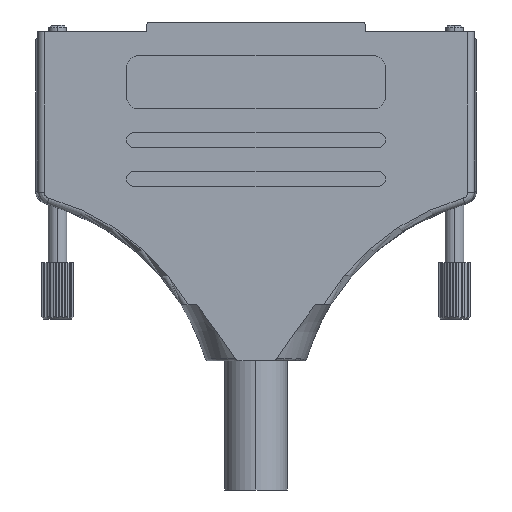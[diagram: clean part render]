
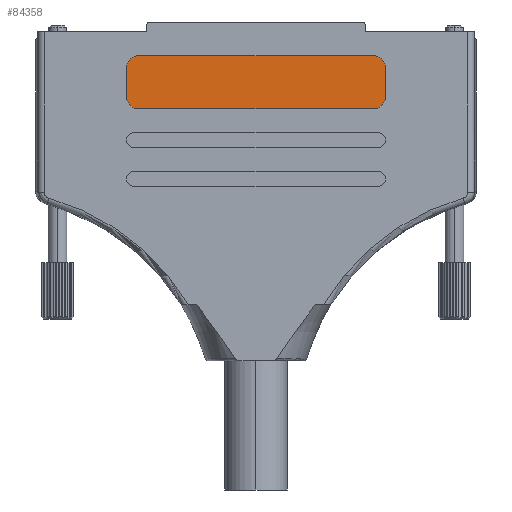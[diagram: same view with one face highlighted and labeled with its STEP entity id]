
A CAD part, front view. The second image highlights one B-rep face of the part: STEP entity #84358.
In plain terms, the highlighted planar face has unit normal (0, -1, 0).
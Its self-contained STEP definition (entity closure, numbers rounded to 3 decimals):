
#1166 = AXIS2_PLACEMENT_3D ( 'NONE', #15558, #106787, #71445 ) ;
#1663 = VERTEX_POINT ( 'NONE', #33340 ) ;
#2146 = LINE ( 'NONE', #45696, #106624 ) ;
#5778 = VERTEX_POINT ( 'NONE', #29043 ) ;
#7501 = VERTEX_POINT ( 'NONE', #49190 ) ;
#8388 = AXIS2_PLACEMENT_3D ( 'NONE', #67402, #56838, #12097 ) ;
#10526 = DIRECTION ( 'NONE',  ( -1., 0., 0. ) ) ;
#11686 = CARTESIAN_POINT ( 'NONE',  ( -18.75, -7.1, -4.2 ) ) ;
#12097 = DIRECTION ( 'NONE',  ( 0., 0., -1. ) ) ;
#12628 = ORIENTED_EDGE ( 'NONE', *, *, #98207, .T. ) ;
#12835 = CIRCLE ( 'NONE', #101262, 2. ) ;
#13129 = DIRECTION ( 'NONE',  ( 0., -1., 0. ) ) ;
#15558 = CARTESIAN_POINT ( 'NONE',  ( 18.75, -7.1, -6.2 ) ) ;
#16213 = CARTESIAN_POINT ( 'NONE',  ( 18.75, -7.1, -10.7 ) ) ;
#17723 = EDGE_CURVE ( 'NONE', #103325, #79875, #86743, .T. ) ;
#19351 = LINE ( 'NONE', #11686, #24161 ) ;
#24161 = VECTOR ( 'NONE', #10526, 1000. ) ;
#26848 = LINE ( 'NONE', #114631, #93507 ) ;
#28581 = DIRECTION ( 'NONE',  ( 0., 0., 1. ) ) ;
#29043 = CARTESIAN_POINT ( 'NONE',  ( -18.75, -7.1, -4.2 ) ) ;
#33340 = CARTESIAN_POINT ( 'NONE',  ( 18.75, -7.1, -4.2 ) ) ;
#34453 = ORIENTED_EDGE ( 'NONE', *, *, #108020, .T. ) ;
#36891 = EDGE_CURVE ( 'NONE', #109662, #7501, #92697, .T. ) ;
#36980 = VERTEX_POINT ( 'NONE', #57397 ) ;
#39716 = DIRECTION ( 'NONE',  ( 0., -1., 0. ) ) ;
#40186 = DIRECTION ( 'NONE',  ( 0., 0., 1. ) ) ;
#45696 = CARTESIAN_POINT ( 'NONE',  ( 20.75, -7.1, -6.2 ) ) ;
#46283 = EDGE_LOOP ( 'NONE', ( #85684, #34453, #105935, #57325, #110841, #90593, #83950, #12628 ) ) ;
#47943 = CARTESIAN_POINT ( 'NONE',  ( 18.75, -7.1, -12.7 ) ) ;
#48832 = EDGE_CURVE ( 'NONE', #5778, #91915, #49709, .T. ) ;
#49190 = CARTESIAN_POINT ( 'NONE',  ( -18.75, -7.1, -12.7 ) ) ;
#49589 = CARTESIAN_POINT ( 'NONE',  ( 18.75, -7.1, -6.2 ) ) ;
#49709 = CIRCLE ( 'NONE', #8388, 2. ) ;
#54845 = CARTESIAN_POINT ( 'NONE',  ( -20.75, -7.1, -10.7 ) ) ;
#56193 = LINE ( 'NONE', #109794, #108555 ) ;
#56838 = DIRECTION ( 'NONE',  ( 0., -1., 0. ) ) ;
#57325 = ORIENTED_EDGE ( 'NONE', *, *, #100751, .T. ) ;
#57397 = CARTESIAN_POINT ( 'NONE',  ( 20.75, -7.1, -6.2 ) ) ;
#60880 = FACE_OUTER_BOUND ( 'NONE', #46283, .T. ) ;
#63958 = DIRECTION ( 'NONE',  ( 0., 0., 1. ) ) ;
#67402 = CARTESIAN_POINT ( 'NONE',  ( -18.75, -7.1, -6.2 ) ) ;
#70949 = DIRECTION ( 'NONE',  ( 0., 0., 1. ) ) ;
#71422 = CARTESIAN_POINT ( 'NONE',  ( 20.75, -7.1, -10.7 ) ) ;
#71445 = DIRECTION ( 'NONE',  ( 0., 0., 1. ) ) ;
#75807 = CARTESIAN_POINT ( 'NONE',  ( -20.75, -7.1, -6.2 ) ) ;
#79875 = VERTEX_POINT ( 'NONE', #71422 ) ;
#81020 = DIRECTION ( 'NONE',  ( 0., 0., -1. ) ) ;
#81756 = EDGE_CURVE ( 'NONE', #36980, #1663, #12835, .T. ) ;
#83903 = CARTESIAN_POINT ( 'NONE',  ( -18.75, -7.1, -10.7 ) ) ;
#83950 = ORIENTED_EDGE ( 'NONE', *, *, #17723, .T. ) ;
#84358 = ADVANCED_FACE ( 'NONE', ( #60880 ), #105057, .F. ) ;
#85684 = ORIENTED_EDGE ( 'NONE', *, *, #81756, .T. ) ;
#86743 = CIRCLE ( 'NONE', #113068, 2. ) ;
#88631 = DIRECTION ( 'NONE',  ( 0., -1., 0. ) ) ;
#90593 = ORIENTED_EDGE ( 'NONE', *, *, #99231, .T. ) ;
#91915 = VERTEX_POINT ( 'NONE', #75807 ) ;
#92697 = CIRCLE ( 'NONE', #102096, 2. ) ;
#93507 = VECTOR ( 'NONE', #81020, 1000. ) ;
#94447 = DIRECTION ( 'NONE',  ( 1., 0., 0. ) ) ;
#98207 = EDGE_CURVE ( 'NONE', #79875, #36980, #2146, .T. ) ;
#99231 = EDGE_CURVE ( 'NONE', #7501, #103325, #56193, .T. ) ;
#100751 = EDGE_CURVE ( 'NONE', #91915, #109662, #26848, .T. ) ;
#101262 = AXIS2_PLACEMENT_3D ( 'NONE', #49589, #13129, #40186 ) ;
#102096 = AXIS2_PLACEMENT_3D ( 'NONE', #83903, #39716, #28581 ) ;
#103325 = VERTEX_POINT ( 'NONE', #47943 ) ;
#105057 = PLANE ( 'NONE',  #1166 ) ;
#105935 = ORIENTED_EDGE ( 'NONE', *, *, #48832, .T. ) ;
#106624 = VECTOR ( 'NONE', #63958, 1000. ) ;
#106787 = DIRECTION ( 'NONE',  ( 0., 1., 0. ) ) ;
#108020 = EDGE_CURVE ( 'NONE', #1663, #5778, #19351, .T. ) ;
#108555 = VECTOR ( 'NONE', #94447, 1000. ) ;
#109662 = VERTEX_POINT ( 'NONE', #54845 ) ;
#109794 = CARTESIAN_POINT ( 'NONE',  ( -18.75, -7.1, -12.7 ) ) ;
#110841 = ORIENTED_EDGE ( 'NONE', *, *, #36891, .T. ) ;
#113068 = AXIS2_PLACEMENT_3D ( 'NONE', #16213, #88631, #70949 ) ;
#114631 = CARTESIAN_POINT ( 'NONE',  ( -20.75, -7.1, -6.2 ) ) ;
